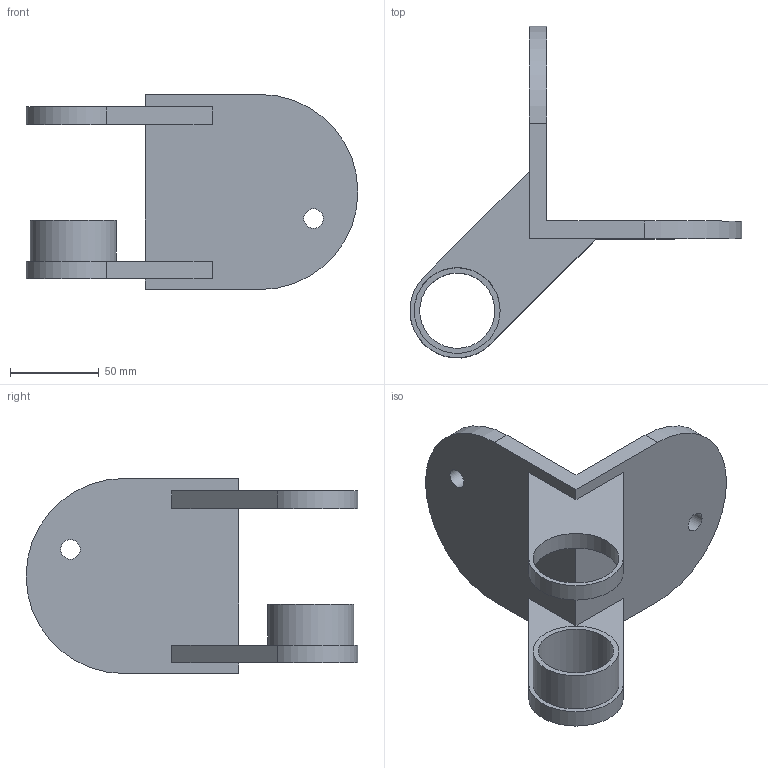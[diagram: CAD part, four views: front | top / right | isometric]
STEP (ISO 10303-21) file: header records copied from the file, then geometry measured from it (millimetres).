
FILE_DESCRIPTION(/* description */ (''),/* implementation_level */ '2;1');
FILE_NAME(/* name */ 'Wandanker_außen_geschliffen_X238.stp',/* time_stamp */ '2017-07-09T18:06:52+02:00',/* author */ (''),/* organization */ (''),/* preprocessor_version */ 'ST-DEVELOPER v16',/* originating_system */ 'SIEMENS PLM Software NX 11.0',/* authorisation */ '');
FILE_SCHEMA (('AUTOMOTIVE_DESIGN { 1 0 10303 214 3 1 1 1 }'));
Length unit declared in the file: millimetre
Products named in the file (1): Goge27002CBEtxmt
Bounding box: 187.1 x 187.1 x 110 mm (x, y, z)
Volume: 300280.2 mm3; surface area: 77574.4 mm2
Topology: 1 solids, 1 shells, 24 faces, 67 edges, 46 vertices
Faces by surface type: plane 15, cylinder 9
Full cylindrical faces by diameter (mm): 11 x2, 42.4 x1, 48.4 x2
Entity records: 768 total; most frequent: DIRECTION 126, CARTESIAN_POINT 125, ORIENTED_EDGE 116, EDGE_CURVE 58, AXIS2_PLACEMENT_3D 43, VERTEX_POINT 42, LINE 40, VECTOR 40
